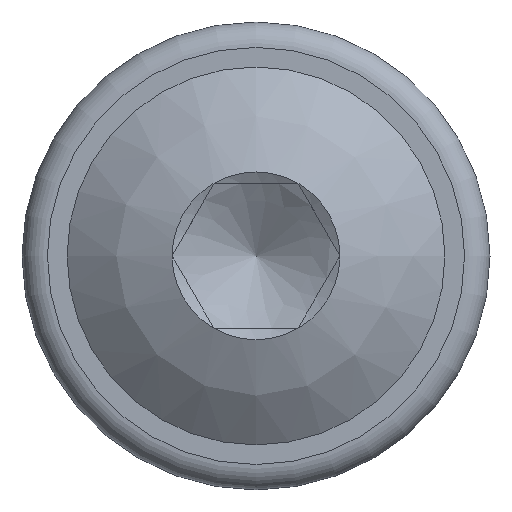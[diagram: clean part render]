
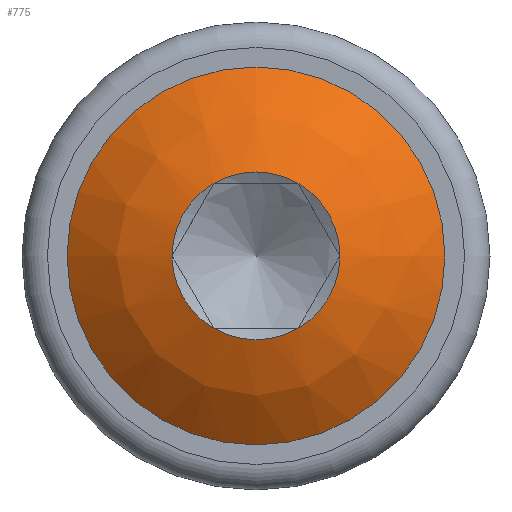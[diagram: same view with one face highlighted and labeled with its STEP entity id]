
A CAD part, top view. The second image highlights one B-rep face of the part: STEP entity #775.
In plain terms, the highlighted free-form (B-spline) face has degree [2, 2] with [3, 9] control points.
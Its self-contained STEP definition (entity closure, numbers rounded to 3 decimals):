
#27=(
BOUNDED_SURFACE()
B_SPLINE_SURFACE(2,2,((#14163,#14164,#14165,#14166,#14167,#14168,#14169,
#14170,#14171),(#14172,#14173,#14174,#14175,#14176,#14177,#14178,#14179,
#14180),(#14181,#14182,#14183,#14184,#14185,#14186,#14187,#14188,#14189)),
 .UNSPECIFIED.,.F.,.T.,.F.)
B_SPLINE_SURFACE_WITH_KNOTS((3,3),(3,2,2,2,3),(-1.289,-0.838),
(-3.142,-1.571,0.,1.571,3.142),
 .UNSPECIFIED.)
GEOMETRIC_REPRESENTATION_ITEM()
RATIONAL_B_SPLINE_SURFACE(((1.,0.707,1.,0.707,1.,
0.707,1.,0.707,1.),(0.975,0.689,
0.975,0.689,0.975,0.689,0.975,
0.689,0.975),(1.,0.707,1.,0.707,
1.,0.707,1.,0.707,1.)))
REPRESENTATION_ITEM('')
SURFACE()
);
#96=FACE_OUTER_BOUND('',#144,.T.);
#144=EDGE_LOOP('',(#669,#670,#671,#672,#673,#674,#675,#676,#677));
#230=CIRCLE('',#840,2.6);
#231=CIRCLE('',#841,3.7);
#232=CIRCLE('',#842,1.155);
#233=CIRCLE('',#843,1.155);
#234=CIRCLE('',#844,1.155);
#235=CIRCLE('',#845,1.155);
#236=CIRCLE('',#846,1.155);
#237=CIRCLE('',#847,1.155);
#362=VERTEX_POINT('',#14161);
#363=VERTEX_POINT('',#14190);
#364=VERTEX_POINT('',#14192);
#365=VERTEX_POINT('',#14194);
#366=VERTEX_POINT('',#14196);
#367=VERTEX_POINT('',#14198);
#368=VERTEX_POINT('',#14200);
#468=EDGE_CURVE('',#362,#362,#230,.T.);
#469=EDGE_CURVE('',#362,#363,#231,.T.);
#470=EDGE_CURVE('',#364,#363,#232,.T.);
#471=EDGE_CURVE('',#365,#364,#233,.T.);
#472=EDGE_CURVE('',#366,#365,#234,.T.);
#473=EDGE_CURVE('',#367,#366,#235,.T.);
#474=EDGE_CURVE('',#368,#367,#236,.T.);
#475=EDGE_CURVE('',#363,#368,#237,.T.);
#669=ORIENTED_EDGE('',*,*,#468,.F.);
#670=ORIENTED_EDGE('',*,*,#469,.T.);
#671=ORIENTED_EDGE('',*,*,#470,.F.);
#672=ORIENTED_EDGE('',*,*,#471,.F.);
#673=ORIENTED_EDGE('',*,*,#472,.F.);
#674=ORIENTED_EDGE('',*,*,#473,.F.);
#675=ORIENTED_EDGE('',*,*,#474,.F.);
#676=ORIENTED_EDGE('',*,*,#475,.F.);
#677=ORIENTED_EDGE('',*,*,#469,.F.);
#775=ADVANCED_FACE('',(#96),#27,.F.);
#840=AXIS2_PLACEMENT_3D('',#14162,#956,#957);
#841=AXIS2_PLACEMENT_3D('',#14191,#958,#959);
#842=AXIS2_PLACEMENT_3D('',#14193,#960,#961);
#843=AXIS2_PLACEMENT_3D('',#14195,#962,#963);
#844=AXIS2_PLACEMENT_3D('',#14197,#964,#965);
#845=AXIS2_PLACEMENT_3D('',#14199,#966,#967);
#846=AXIS2_PLACEMENT_3D('',#14201,#968,#969);
#847=AXIS2_PLACEMENT_3D('',#14202,#970,#971);
#956=DIRECTION('center_axis',(0.,0.,
-1.));
#957=DIRECTION('ref_axis',(-1.,0.,0.));
#958=DIRECTION('center_axis',(0.,-1.,0.));
#959=DIRECTION('ref_axis',(1.,0.,0.));
#960=DIRECTION('center_axis',(0.,0.,1.));
#961=DIRECTION('ref_axis',(1.,0.,0.));
#962=DIRECTION('center_axis',(0.,0.,1.));
#963=DIRECTION('ref_axis',(-0.5,-0.866,0.));
#964=DIRECTION('center_axis',(0.,0.,1.));
#965=DIRECTION('ref_axis',(1.,0.,0.));
#966=DIRECTION('center_axis',(0.,0.,1.));
#967=DIRECTION('ref_axis',(1.,0.,0.));
#968=DIRECTION('center_axis',(0.,0.,1.));
#969=DIRECTION('ref_axis',(0.5,0.866,0.));
#970=DIRECTION('center_axis',(0.,0.,1.));
#971=DIRECTION('ref_axis',(1.,0.,0.));
#14161=CARTESIAN_POINT('',(2.6,0.,0.7));
#14162=CARTESIAN_POINT('Origin',(0.,0.,
0.7));
#14163=CARTESIAN_POINT('Ctrl Pts',(1.155,0.,
1.504));
#14164=CARTESIAN_POINT('Ctrl Pts',(1.155,-1.155,1.504));
#14165=CARTESIAN_POINT('Ctrl Pts',(0.,-1.155,
1.504));
#14166=CARTESIAN_POINT('Ctrl Pts',(-1.155,-1.155,
1.504));
#14167=CARTESIAN_POINT('Ctrl Pts',(-1.155,0.,
1.504));
#14168=CARTESIAN_POINT('Ctrl Pts',(-1.155,1.155,1.504));
#14169=CARTESIAN_POINT('Ctrl Pts',(0.,1.155,
1.504));
#14170=CARTESIAN_POINT('Ctrl Pts',(1.155,1.155,1.504));
#14171=CARTESIAN_POINT('Ctrl Pts',(1.155,0.,
1.504));
#14172=CARTESIAN_POINT('Ctrl Pts',(1.969,0.,
1.268));
#14173=CARTESIAN_POINT('Ctrl Pts',(1.969,-1.969,1.268));
#14174=CARTESIAN_POINT('Ctrl Pts',(0.,-1.969,
1.268));
#14175=CARTESIAN_POINT('Ctrl Pts',(-1.969,-1.969,
1.268));
#14176=CARTESIAN_POINT('Ctrl Pts',(-1.969,0.,
1.268));
#14177=CARTESIAN_POINT('Ctrl Pts',(-1.969,1.969,1.268));
#14178=CARTESIAN_POINT('Ctrl Pts',(0.,1.969,
1.268));
#14179=CARTESIAN_POINT('Ctrl Pts',(1.969,1.969,1.268));
#14180=CARTESIAN_POINT('Ctrl Pts',(1.969,0.,
1.268));
#14181=CARTESIAN_POINT('Ctrl Pts',(2.6,0.,
0.7));
#14182=CARTESIAN_POINT('Ctrl Pts',(2.6,-2.6,0.7));
#14183=CARTESIAN_POINT('Ctrl Pts',(0.,-2.6,
0.7));
#14184=CARTESIAN_POINT('Ctrl Pts',(-2.6,-2.6,0.7));
#14185=CARTESIAN_POINT('Ctrl Pts',(-2.6,0.,
0.7));
#14186=CARTESIAN_POINT('Ctrl Pts',(-2.6,2.6,0.7));
#14187=CARTESIAN_POINT('Ctrl Pts',(0.,2.6,
0.7));
#14188=CARTESIAN_POINT('Ctrl Pts',(2.6,2.6,0.7));
#14189=CARTESIAN_POINT('Ctrl Pts',(2.6,0.,
0.7));
#14190=CARTESIAN_POINT('',(1.155,0.,1.504));
#14191=CARTESIAN_POINT('Origin',(0.125,0.,
-2.05));
#14192=CARTESIAN_POINT('',(0.577,-1.,1.504));
#14193=CARTESIAN_POINT('Origin',(0.,0.,
1.504));
#14194=CARTESIAN_POINT('',(-0.577,-1.,1.504));
#14195=CARTESIAN_POINT('Origin',(0.,0.,1.504));
#14196=CARTESIAN_POINT('',(-1.155,0.,1.504));
#14197=CARTESIAN_POINT('Origin',(0.,0.,
1.504));
#14198=CARTESIAN_POINT('',(-0.577,1.,1.504));
#14199=CARTESIAN_POINT('Origin',(0.,0.,
1.504));
#14200=CARTESIAN_POINT('',(0.577,1.,1.504));
#14201=CARTESIAN_POINT('Origin',(0.,0.,1.504));
#14202=CARTESIAN_POINT('Origin',(0.,0.,
1.504));
